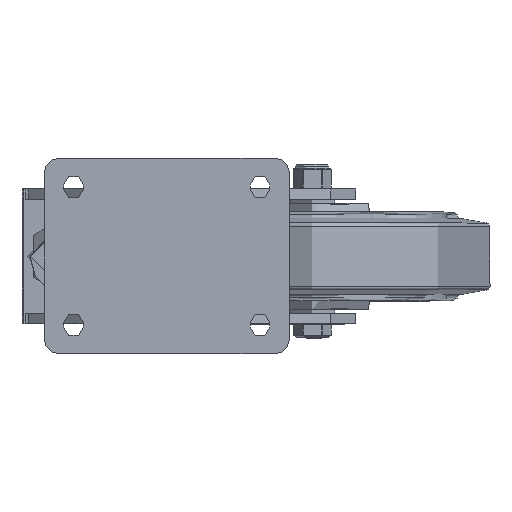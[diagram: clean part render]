
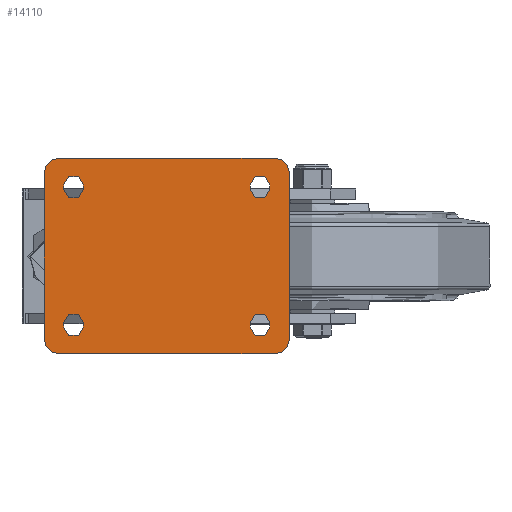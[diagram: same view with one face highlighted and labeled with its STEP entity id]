
A CAD part, top view. The second image highlights one B-rep face of the part: STEP entity #14110.
In plain terms, the highlighted planar face has unit normal (0, 0, 1).
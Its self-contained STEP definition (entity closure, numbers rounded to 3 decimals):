
#1270=FACE_BOUND('',#2661,.T.);
#1271=FACE_BOUND('',#2662,.T.);
#1272=FACE_BOUND('',#2663,.T.);
#1273=FACE_BOUND('',#2664,.T.);
#1439=PLANE('',#15293);
#1784=FACE_OUTER_BOUND('',#2660,.T.);
#2660=EDGE_LOOP('',(#9711,#9712,#9713,#9714,#9715,#9716,#9717,#9718));
#2661=EDGE_LOOP('',(#9719,#9720,#9721,#9722));
#2662=EDGE_LOOP('',(#9723,#9724,#9725,#9726));
#2663=EDGE_LOOP('',(#9727,#9728,#9729,#9730));
#2664=EDGE_LOOP('',(#9731,#9732,#9733,#9734));
#3707=LINE('',#20416,#4640);
#3708=LINE('',#20420,#4641);
#3709=LINE('',#20424,#4642);
#3710=LINE('',#20427,#4643);
#3711=LINE('',#20430,#4644);
#3712=LINE('',#20434,#4645);
#3713=LINE('',#20438,#4646);
#3714=LINE('',#20442,#4647);
#3715=LINE('',#20446,#4648);
#3716=LINE('',#20450,#4649);
#3717=LINE('',#20454,#4650);
#3718=LINE('',#20458,#4651);
#4640=VECTOR('',#16738,1000.);
#4641=VECTOR('',#16741,1000.);
#4642=VECTOR('',#16744,1000.);
#4643=VECTOR('',#16747,1000.);
#4644=VECTOR('',#16748,1000.);
#4645=VECTOR('',#16751,1000.);
#4646=VECTOR('',#16754,1000.);
#4647=VECTOR('',#16757,1000.);
#4648=VECTOR('',#16760,1000.);
#4649=VECTOR('',#16763,1000.);
#4650=VECTOR('',#16766,1000.);
#4651=VECTOR('',#16769,1000.);
#5559=CIRCLE('',#15294,8.);
#5560=CIRCLE('',#15295,8.);
#5561=CIRCLE('',#15296,8.);
#5562=CIRCLE('',#15297,8.);
#5563=CIRCLE('',#15298,5.5);
#5564=CIRCLE('',#15299,5.5);
#5565=CIRCLE('',#15300,5.5);
#5566=CIRCLE('',#15301,5.5);
#5567=CIRCLE('',#15302,5.5);
#5568=CIRCLE('',#15303,5.5);
#5569=CIRCLE('',#15304,5.5);
#5570=CIRCLE('',#15305,5.5);
#6165=VERTEX_POINT('',#20412);
#6166=VERTEX_POINT('',#20413);
#6167=VERTEX_POINT('',#20415);
#6168=VERTEX_POINT('',#20417);
#6169=VERTEX_POINT('',#20419);
#6170=VERTEX_POINT('',#20421);
#6171=VERTEX_POINT('',#20423);
#6172=VERTEX_POINT('',#20425);
#6173=VERTEX_POINT('',#20428);
#6174=VERTEX_POINT('',#20429);
#6175=VERTEX_POINT('',#20431);
#6176=VERTEX_POINT('',#20433);
#6177=VERTEX_POINT('',#20436);
#6178=VERTEX_POINT('',#20437);
#6179=VERTEX_POINT('',#20439);
#6180=VERTEX_POINT('',#20441);
#6181=VERTEX_POINT('',#20444);
#6182=VERTEX_POINT('',#20445);
#6183=VERTEX_POINT('',#20447);
#6184=VERTEX_POINT('',#20449);
#6185=VERTEX_POINT('',#20452);
#6186=VERTEX_POINT('',#20453);
#6187=VERTEX_POINT('',#20455);
#6188=VERTEX_POINT('',#20457);
#7566=EDGE_CURVE('',#6165,#6166,#5559,.T.);
#7567=EDGE_CURVE('',#6167,#6166,#3707,.T.);
#7568=EDGE_CURVE('',#6168,#6167,#5560,.T.);
#7569=EDGE_CURVE('',#6169,#6168,#3708,.T.);
#7570=EDGE_CURVE('',#6170,#6169,#5561,.T.);
#7571=EDGE_CURVE('',#6171,#6170,#3709,.T.);
#7572=EDGE_CURVE('',#6172,#6171,#5562,.T.);
#7573=EDGE_CURVE('',#6165,#6172,#3710,.T.);
#7574=EDGE_CURVE('',#6173,#6174,#3711,.T.);
#7575=EDGE_CURVE('',#6174,#6175,#5563,.T.);
#7576=EDGE_CURVE('',#6175,#6176,#3712,.T.);
#7577=EDGE_CURVE('',#6176,#6173,#5564,.T.);
#7578=EDGE_CURVE('',#6177,#6178,#3713,.T.);
#7579=EDGE_CURVE('',#6178,#6179,#5565,.T.);
#7580=EDGE_CURVE('',#6179,#6180,#3714,.T.);
#7581=EDGE_CURVE('',#6180,#6177,#5566,.T.);
#7582=EDGE_CURVE('',#6181,#6182,#3715,.T.);
#7583=EDGE_CURVE('',#6182,#6183,#5567,.T.);
#7584=EDGE_CURVE('',#6183,#6184,#3716,.T.);
#7585=EDGE_CURVE('',#6184,#6181,#5568,.T.);
#7586=EDGE_CURVE('',#6185,#6186,#3717,.T.);
#7587=EDGE_CURVE('',#6186,#6187,#5569,.T.);
#7588=EDGE_CURVE('',#6187,#6188,#3718,.T.);
#7589=EDGE_CURVE('',#6188,#6185,#5570,.T.);
#9711=ORIENTED_EDGE('',*,*,#7566,.T.);
#9712=ORIENTED_EDGE('',*,*,#7567,.F.);
#9713=ORIENTED_EDGE('',*,*,#7568,.F.);
#9714=ORIENTED_EDGE('',*,*,#7569,.F.);
#9715=ORIENTED_EDGE('',*,*,#7570,.F.);
#9716=ORIENTED_EDGE('',*,*,#7571,.F.);
#9717=ORIENTED_EDGE('',*,*,#7572,.F.);
#9718=ORIENTED_EDGE('',*,*,#7573,.F.);
#9719=ORIENTED_EDGE('',*,*,#7574,.T.);
#9720=ORIENTED_EDGE('',*,*,#7575,.T.);
#9721=ORIENTED_EDGE('',*,*,#7576,.T.);
#9722=ORIENTED_EDGE('',*,*,#7577,.T.);
#9723=ORIENTED_EDGE('',*,*,#7578,.T.);
#9724=ORIENTED_EDGE('',*,*,#7579,.T.);
#9725=ORIENTED_EDGE('',*,*,#7580,.T.);
#9726=ORIENTED_EDGE('',*,*,#7581,.T.);
#9727=ORIENTED_EDGE('',*,*,#7582,.T.);
#9728=ORIENTED_EDGE('',*,*,#7583,.T.);
#9729=ORIENTED_EDGE('',*,*,#7584,.T.);
#9730=ORIENTED_EDGE('',*,*,#7585,.T.);
#9731=ORIENTED_EDGE('',*,*,#7586,.T.);
#9732=ORIENTED_EDGE('',*,*,#7587,.T.);
#9733=ORIENTED_EDGE('',*,*,#7588,.T.);
#9734=ORIENTED_EDGE('',*,*,#7589,.T.);
#14110=ADVANCED_FACE('',(#1784,#1270,#1271,#1272,#1273),#1439,.T.);
#15293=AXIS2_PLACEMENT_3D('',#20411,#16734,#16735);
#15294=AXIS2_PLACEMENT_3D('',#20414,#16736,#16737);
#15295=AXIS2_PLACEMENT_3D('',#20418,#16739,#16740);
#15296=AXIS2_PLACEMENT_3D('',#20422,#16742,#16743);
#15297=AXIS2_PLACEMENT_3D('',#20426,#16745,#16746);
#15298=AXIS2_PLACEMENT_3D('',#20432,#16749,#16750);
#15299=AXIS2_PLACEMENT_3D('',#20435,#16752,#16753);
#15300=AXIS2_PLACEMENT_3D('',#20440,#16755,#16756);
#15301=AXIS2_PLACEMENT_3D('',#20443,#16758,#16759);
#15302=AXIS2_PLACEMENT_3D('',#20448,#16761,#16762);
#15303=AXIS2_PLACEMENT_3D('',#20451,#16764,#16765);
#15304=AXIS2_PLACEMENT_3D('',#20456,#16767,#16768);
#15305=AXIS2_PLACEMENT_3D('',#20459,#16770,#16771);
#16734=DIRECTION('center_axis',(0.,0.,1.));
#16735=DIRECTION('ref_axis',(1.,0.,0.));
#16736=DIRECTION('center_axis',(0.,0.,1.));
#16737=DIRECTION('ref_axis',(-1.,0.,0.));
#16738=DIRECTION('',(-1.,0.,0.));
#16739=DIRECTION('center_axis',(0.,0.,-1.));
#16740=DIRECTION('ref_axis',(1.,0.,0.));
#16741=DIRECTION('',(0.,-1.,0.));
#16742=DIRECTION('center_axis',(0.,0.,-1.));
#16743=DIRECTION('ref_axis',(0.,1.,0.));
#16744=DIRECTION('',(1.,0.,0.));
#16745=DIRECTION('center_axis',(0.,0.,-1.));
#16746=DIRECTION('ref_axis',(-1.,0.,0.));
#16747=DIRECTION('',(0.,1.,0.));
#16748=DIRECTION('',(0.,-1.,0.));
#16749=DIRECTION('center_axis',(0.,0.,-1.));
#16750=DIRECTION('ref_axis',(-1.,0.,0.));
#16751=DIRECTION('',(0.,1.,0.));
#16752=DIRECTION('center_axis',(0.,0.,-1.));
#16753=DIRECTION('ref_axis',(-1.,0.,0.));
#16754=DIRECTION('',(0.,1.,0.));
#16755=DIRECTION('center_axis',(0.,0.,-1.));
#16756=DIRECTION('ref_axis',(-1.,0.,0.));
#16757=DIRECTION('',(0.,-1.,0.));
#16758=DIRECTION('center_axis',(0.,0.,-1.));
#16759=DIRECTION('ref_axis',(-1.,0.,0.));
#16760=DIRECTION('',(0.,-1.,0.));
#16761=DIRECTION('center_axis',(0.,0.,-1.));
#16762=DIRECTION('ref_axis',(1.,0.,0.));
#16763=DIRECTION('',(0.,1.,0.));
#16764=DIRECTION('center_axis',(0.,0.,-1.));
#16765=DIRECTION('ref_axis',(1.,0.,0.));
#16766=DIRECTION('',(0.,1.,0.));
#16767=DIRECTION('center_axis',(0.,0.,-1.));
#16768=DIRECTION('ref_axis',(1.,0.,0.));
#16769=DIRECTION('',(0.,-1.,0.));
#16770=DIRECTION('center_axis',(0.,0.,-1.));
#16771=DIRECTION('ref_axis',(1.,0.,0.));
#20411=CARTESIAN_POINT('Origin',(0.,0.,0.));
#20412=CARTESIAN_POINT('',(-69.,-47.,0.));
#20413=CARTESIAN_POINT('',(-61.,-55.,0.));
#20414=CARTESIAN_POINT('Origin',(-61.,-47.,0.));
#20415=CARTESIAN_POINT('',(61.,-55.,0.));
#20416=CARTESIAN_POINT('',(61.,-55.,0.));
#20417=CARTESIAN_POINT('',(69.,-47.,0.));
#20418=CARTESIAN_POINT('Origin',(61.,-47.,0.));
#20419=CARTESIAN_POINT('',(69.,47.,0.));
#20420=CARTESIAN_POINT('',(69.,47.,0.));
#20421=CARTESIAN_POINT('',(61.,55.,0.));
#20422=CARTESIAN_POINT('Origin',(61.,47.,0.));
#20423=CARTESIAN_POINT('',(-61.,55.,0.));
#20424=CARTESIAN_POINT('',(-61.,55.,0.));
#20425=CARTESIAN_POINT('',(-69.,47.,0.));
#20426=CARTESIAN_POINT('Origin',(-61.,47.,0.));
#20427=CARTESIAN_POINT('',(-69.,-47.,0.));
#20428=CARTESIAN_POINT('',(58.,-37.5,0.));
#20429=CARTESIAN_POINT('',(58.,-40.,0.));
#20430=CARTESIAN_POINT('',(58.,-40.,0.));
#20431=CARTESIAN_POINT('',(47.,-40.,0.));
#20432=CARTESIAN_POINT('Origin',(52.5,-40.,0.));
#20433=CARTESIAN_POINT('',(47.,-37.5,0.));
#20434=CARTESIAN_POINT('',(47.,-40.,0.));
#20435=CARTESIAN_POINT('Origin',(52.5,-37.5,0.));
#20436=CARTESIAN_POINT('',(47.,37.5,0.));
#20437=CARTESIAN_POINT('',(47.,40.,0.));
#20438=CARTESIAN_POINT('',(47.,40.,0.));
#20439=CARTESIAN_POINT('',(58.,40.,0.));
#20440=CARTESIAN_POINT('Origin',(52.5,40.,0.));
#20441=CARTESIAN_POINT('',(58.,37.5,0.));
#20442=CARTESIAN_POINT('',(58.,40.,0.));
#20443=CARTESIAN_POINT('Origin',(52.5,37.5,0.));
#20444=CARTESIAN_POINT('',(-47.,-37.5,0.));
#20445=CARTESIAN_POINT('',(-47.,-40.,0.));
#20446=CARTESIAN_POINT('',(-47.,-40.,0.));
#20447=CARTESIAN_POINT('',(-58.,-40.,0.));
#20448=CARTESIAN_POINT('Origin',(-52.5,-40.,0.));
#20449=CARTESIAN_POINT('',(-58.,-37.5,0.));
#20450=CARTESIAN_POINT('',(-58.,-40.,0.));
#20451=CARTESIAN_POINT('Origin',(-52.5,-37.5,0.));
#20452=CARTESIAN_POINT('',(-58.,37.5,0.));
#20453=CARTESIAN_POINT('',(-58.,40.,0.));
#20454=CARTESIAN_POINT('',(-58.,40.,0.));
#20455=CARTESIAN_POINT('',(-47.,40.,0.));
#20456=CARTESIAN_POINT('Origin',(-52.5,40.,0.));
#20457=CARTESIAN_POINT('',(-47.,37.5,0.));
#20458=CARTESIAN_POINT('',(-47.,40.,0.));
#20459=CARTESIAN_POINT('Origin',(-52.5,37.5,0.));
